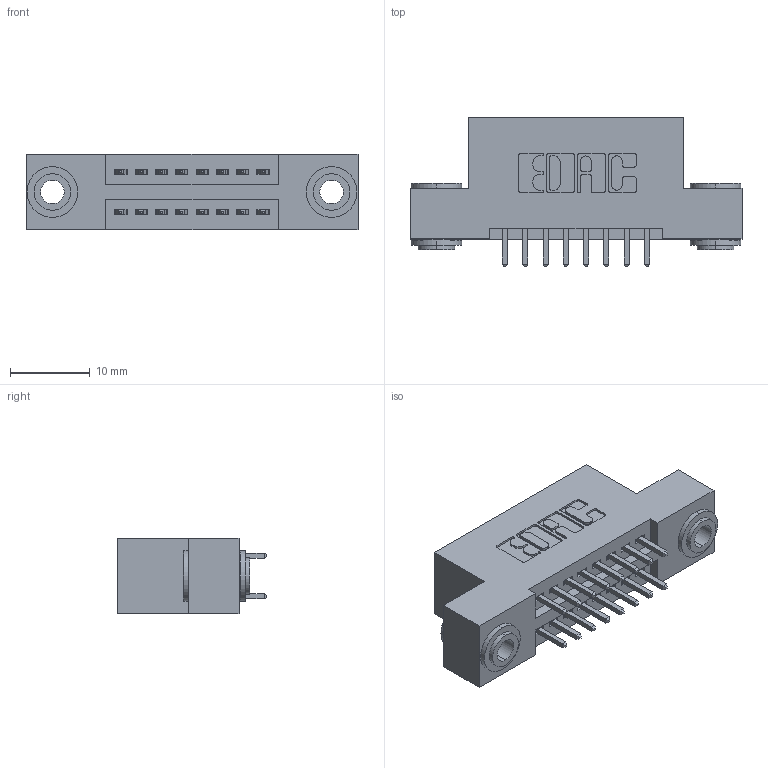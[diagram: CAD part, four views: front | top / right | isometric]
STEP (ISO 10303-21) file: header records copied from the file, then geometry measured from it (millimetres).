
FILE_DESCRIPTION (( 'STEP AP203' ), '1' );
FILE_NAME ('345-016-521-203.STEP', '2018-08-18T21:55:08', ( '' ), ( '' ), 'SwSTEP 2.0', 'SolidWorks 2016', '' );
FILE_SCHEMA (( 'CONFIG_CONTROL_DESIGN' ));
Length unit declared in the file: inch
Products named in the file (4): 345-016-521-203; 345 Part_Flush Mounting Lugs - 0.156 Dia-TH; 345-292-001_345-293-121; 345-250-002_345-250-002-102
Assembly tree (19 placements, depth 2):
  345-016-521-203
    345 Part_Flush Mounting Lugs - 0.156 Dia-TH
    345-292-001_345-293-121  x16
    345-250-002_345-250-002-102  x2
Bounding box: 41.53 x 18.72 x 9.4 mm (x, y, z)
Volume: 3731.4 mm3; surface area: 5019.6 mm2
Topology: 19 solids, 19 shells, 964 faces, 2801 edges, 1842 vertices
Faces by surface type: plane 618, cylinder 338, cone 8
Entity records: 11522 total; most frequent: CARTESIAN_POINT 1939, ORIENTED_EDGE 1866, DIRECTION 1783, EDGE_CURVE 933, VECTOR 745, LINE 745, VERTEX_POINT 618, AXIS2_PLACEMENT_3D 519
